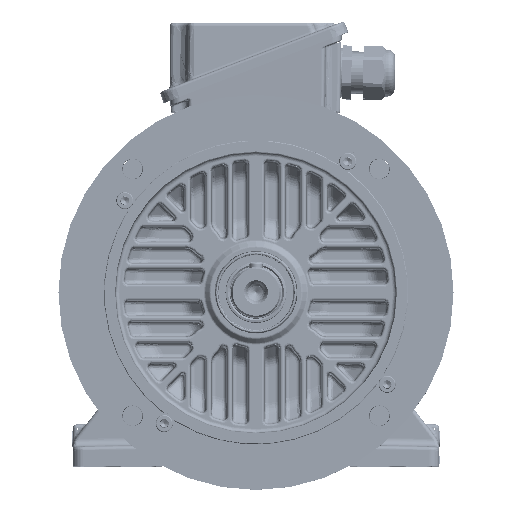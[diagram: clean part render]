
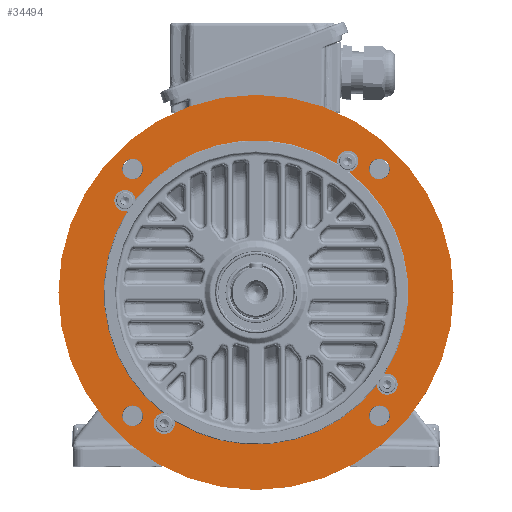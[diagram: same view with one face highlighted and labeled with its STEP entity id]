
A CAD part, top view. The second image highlights one B-rep face of the part: STEP entity #34494.
In plain terms, the highlighted planar face has unit normal (0, 0, 1).
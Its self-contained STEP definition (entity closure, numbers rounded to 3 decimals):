
#26662=PLANE('',#119398);
#34494=ADVANCED_FACE('',(#36463,#36464,#36465,#36466,#36467,#36468),#26662,
 .F.);
#36463=FACE_BOUND('',#42427,.T.);
#36464=FACE_BOUND('',#42428,.T.);
#36465=FACE_BOUND('',#42429,.T.);
#36466=FACE_BOUND('',#42430,.T.);
#36467=FACE_BOUND('',#42431,.T.);
#36468=FACE_BOUND('',#42432,.T.);
#42427=EDGE_LOOP('',(#70182,#70183,#70184,#70185,#70186,#70187,#70188,#70189));
#42428=EDGE_LOOP('',(#70190));
#42429=EDGE_LOOP('',(#70191));
#42430=EDGE_LOOP('',(#70192));
#42431=EDGE_LOOP('',(#70193));
#42432=EDGE_LOOP('',(#70194));
#70182=ORIENTED_EDGE('',*,*,#101211,.T.);
#70183=ORIENTED_EDGE('',*,*,#100480,.T.);
#70184=ORIENTED_EDGE('',*,*,#101212,.T.);
#70185=ORIENTED_EDGE('',*,*,#100363,.T.);
#70186=ORIENTED_EDGE('',*,*,#101213,.T.);
#70187=ORIENTED_EDGE('',*,*,#101214,.T.);
#70188=ORIENTED_EDGE('',*,*,#101215,.T.);
#70189=ORIENTED_EDGE('',*,*,#101216,.T.);
#70190=ORIENTED_EDGE('',*,*,#101217,.F.);
#70191=ORIENTED_EDGE('',*,*,#101218,.F.);
#70192=ORIENTED_EDGE('',*,*,#101219,.T.);
#70193=ORIENTED_EDGE('',*,*,#101220,.F.);
#70194=ORIENTED_EDGE('',*,*,#101221,.F.);
#83807=VERTEX_POINT('',#261872);
#83808=VERTEX_POINT('',#261874);
#83913=VERTEX_POINT('',#262534);
#83914=VERTEX_POINT('',#262536);
#84422=VERTEX_POINT('',#267683);
#84423=VERTEX_POINT('',#267686);
#84424=VERTEX_POINT('',#267688);
#84425=VERTEX_POINT('',#267690);
#84426=VERTEX_POINT('',#267693);
#84427=VERTEX_POINT('',#267695);
#84428=VERTEX_POINT('',#267697);
#84429=VERTEX_POINT('',#267699);
#84430=VERTEX_POINT('',#267701);
#100363=EDGE_CURVE('',#83808,#83807,#108313,.T.);
#100480=EDGE_CURVE('',#83914,#83913,#108342,.T.);
#101211=EDGE_CURVE('',#84422,#83914,#108670,.T.);
#101212=EDGE_CURVE('',#83913,#83808,#108671,.T.);
#101213=EDGE_CURVE('',#83807,#84423,#108672,.T.);
#101214=EDGE_CURVE('',#84423,#84424,#108673,.T.);
#101215=EDGE_CURVE('',#84424,#84425,#108674,.T.);
#101216=EDGE_CURVE('',#84425,#84422,#108675,.T.);
#101217=EDGE_CURVE('',#84426,#84426,#108676,.T.);
#101218=EDGE_CURVE('',#84427,#84427,#108677,.T.);
#101219=EDGE_CURVE('',#84428,#84428,#108678,.T.);
#101220=EDGE_CURVE('',#84429,#84429,#108679,.T.);
#101221=EDGE_CURVE('',#84430,#84430,#108680,.T.);
#108313=CIRCLE('',#118862,8.);
#108342=CIRCLE('',#118913,8.);
#108670=CIRCLE('',#119387,115.6);
#108671=CIRCLE('',#119388,115.6);
#108672=CIRCLE('',#119389,115.6);
#108673=CIRCLE('',#119390,8.);
#108674=CIRCLE('',#119391,115.6);
#108675=CIRCLE('',#119392,8.);
#108676=CIRCLE('',#119393,7.869);
#108677=CIRCLE('',#119394,7.869);
#108678=CIRCLE('',#119395,150.);
#108679=CIRCLE('',#119396,7.869);
#108680=CIRCLE('',#119397,7.869);
#118862=AXIS2_PLACEMENT_3D('',#261873,#143775,#143776);
#118913=AXIS2_PLACEMENT_3D('',#262535,#143902,#143903);
#119387=AXIS2_PLACEMENT_3D('',#267682,#144997,#144998);
#119388=AXIS2_PLACEMENT_3D('',#267684,#144999,#145000);
#119389=AXIS2_PLACEMENT_3D('',#267685,#145001,#145002);
#119390=AXIS2_PLACEMENT_3D('',#267687,#145003,#145004);
#119391=AXIS2_PLACEMENT_3D('',#267689,#145005,#145006);
#119392=AXIS2_PLACEMENT_3D('',#267691,#145007,#145008);
#119393=AXIS2_PLACEMENT_3D('',#267692,#145009,#145010);
#119394=AXIS2_PLACEMENT_3D('',#267694,#145011,#145012);
#119395=AXIS2_PLACEMENT_3D('',#267696,#145013,#145014);
#119396=AXIS2_PLACEMENT_3D('',#267698,#145015,#145016);
#119397=AXIS2_PLACEMENT_3D('',#267700,#145017,#145018);
#119398=AXIS2_PLACEMENT_3D('',#267702,#145019,#145020);
#143775=DIRECTION('',(0.,0.,-1.));
#143776=DIRECTION('',(-1.,0.,0.));
#143902=DIRECTION('',(0.,0.,-1.));
#143903=DIRECTION('',(-1.,0.,0.));
#144997=DIRECTION('',(0.,0.,-1.));
#144998=DIRECTION('',(-1.,0.,0.));
#144999=DIRECTION('',(0.,0.,-1.));
#145000=DIRECTION('',(-1.,0.,0.));
#145001=DIRECTION('',(0.,0.,-1.));
#145002=DIRECTION('',(-1.,0.,0.));
#145003=DIRECTION('',(0.,0.,-1.));
#145004=DIRECTION('',(-1.,0.,0.));
#145005=DIRECTION('',(0.,0.,-1.));
#145006=DIRECTION('',(-1.,0.,0.));
#145007=DIRECTION('',(0.,0.,-1.));
#145008=DIRECTION('',(-1.,0.,0.));
#145009=DIRECTION('',(0.,0.,1.));
#145010=DIRECTION('',(-1.,0.,0.));
#145011=DIRECTION('',(0.,0.,1.));
#145012=DIRECTION('',(-1.,0.,0.));
#145013=DIRECTION('',(0.,0.,1.));
#145014=DIRECTION('',(-1.,0.,0.));
#145015=DIRECTION('',(0.,0.,1.));
#145016=DIRECTION('',(-1.,0.,0.));
#145017=DIRECTION('',(0.,0.,1.));
#145018=DIRECTION('',(-1.,0.,0.));
#145019=DIRECTION('',(0.,0.,-1.));
#145020=DIRECTION('',(-1.,0.,0.));
#261872=CARTESIAN_POINT('',(-70.552,-91.574,0.));
#261873=CARTESIAN_POINT('',(-69.69,-99.527,0.));
#261874=CARTESIAN_POINT('',(-61.921,-97.618,0.));
#262534=CARTESIAN_POINT('',(91.574,-70.552,0.));
#262535=CARTESIAN_POINT('',(99.527,-69.69,0.));
#262536=CARTESIAN_POINT('',(97.618,-61.921,0.));
#267682=CARTESIAN_POINT('',(0.,0.,0.));
#267683=CARTESIAN_POINT('',(70.552,91.574,0.));
#267684=CARTESIAN_POINT('',(0.,0.,0.));
#267685=CARTESIAN_POINT('',(0.,0.,0.));
#267686=CARTESIAN_POINT('',(-97.618,61.921,0.));
#267687=CARTESIAN_POINT('',(-99.527,69.69,0.));
#267688=CARTESIAN_POINT('',(-91.574,70.552,0.));
#267689=CARTESIAN_POINT('',(0.,0.,0.));
#267690=CARTESIAN_POINT('',(61.921,97.618,0.));
#267691=CARTESIAN_POINT('',(69.69,99.527,0.));
#267692=CARTESIAN_POINT('',(-93.692,-93.692,0.));
#267693=CARTESIAN_POINT('',(-101.561,-93.692,0.));
#267694=CARTESIAN_POINT('',(93.692,93.692,0.));
#267695=CARTESIAN_POINT('',(85.823,93.692,0.));
#267696=CARTESIAN_POINT('',(0.,0.,0.));
#267697=CARTESIAN_POINT('',(-150.,0.,0.));
#267698=CARTESIAN_POINT('',(93.692,-93.692,0.));
#267699=CARTESIAN_POINT('',(85.823,-93.692,0.));
#267700=CARTESIAN_POINT('',(-93.692,93.692,0.));
#267701=CARTESIAN_POINT('',(-101.561,93.692,0.));
#267702=CARTESIAN_POINT('',(0.,115.,0.));
